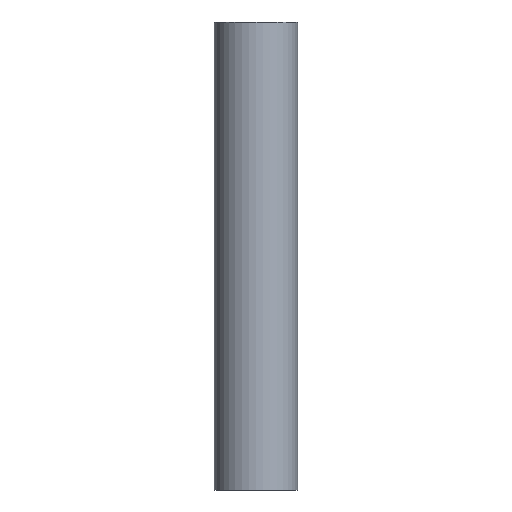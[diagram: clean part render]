
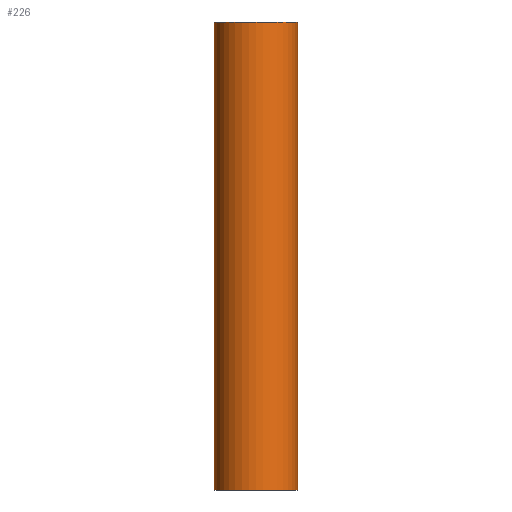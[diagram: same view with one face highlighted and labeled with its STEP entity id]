
A CAD part, front view. The second image highlights one B-rep face of the part: STEP entity #226.
In plain terms, the highlighted cylindrical face has radius 24.15 mm (diameter 48.3 mm), a partial arc.
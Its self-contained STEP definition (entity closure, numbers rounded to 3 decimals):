
#14 = EDGE_CURVE ( 'NONE', #176, #53, #71, .T. ) ;
#19 = DIRECTION ( 'NONE',  ( -1., 0., 0. ) ) ;
#24 = DIRECTION ( 'NONE',  ( 1., 0., 0. ) ) ;
#31 = AXIS2_PLACEMENT_3D ( 'NONE', #85, #132, #103 ) ;
#40 = DIRECTION ( 'NONE',  ( 0., 0., -1. ) ) ;
#53 = VERTEX_POINT ( 'NONE', #68 ) ;
#67 = VECTOR ( 'NONE', #40, 1000. ) ;
#68 = CARTESIAN_POINT ( 'NONE',  ( 24.15, 0., 0. ) ) ;
#71 = CIRCLE ( 'NONE', #31, 24.15 ) ;
#76 = CARTESIAN_POINT ( 'NONE',  ( -24.15, 0., 270. ) ) ;
#77 = ORIENTED_EDGE ( 'NONE', *, *, #142, .F. ) ;
#80 = CARTESIAN_POINT ( 'NONE',  ( -24.15, 0., 0. ) ) ;
#85 = CARTESIAN_POINT ( 'NONE',  ( 0., 0., 0. ) ) ;
#94 = FACE_OUTER_BOUND ( 'NONE', #195, .T. ) ;
#96 = AXIS2_PLACEMENT_3D ( 'NONE', #143, #231, #19 ) ;
#98 = VERTEX_POINT ( 'NONE', #224 ) ;
#103 = DIRECTION ( 'NONE',  ( 1., 0., 0. ) ) ;
#106 = CARTESIAN_POINT ( 'NONE',  ( 0., 0., 270. ) ) ;
#112 = EDGE_CURVE ( 'NONE', #98, #53, #218, .T. ) ;
#130 = DIRECTION ( 'NONE',  ( 0., 0., -1. ) ) ;
#132 = DIRECTION ( 'NONE',  ( 0., 0., 1. ) ) ;
#140 = ORIENTED_EDGE ( 'NONE', *, *, #192, .T. ) ;
#142 = EDGE_CURVE ( 'NONE', #216, #98, #211, .T. ) ;
#143 = CARTESIAN_POINT ( 'NONE',  ( 0., 0., 270. ) ) ;
#144 = ORIENTED_EDGE ( 'NONE', *, *, #112, .F. ) ;
#149 = DIRECTION ( 'NONE',  ( 0., 0., 1. ) ) ;
#152 = VECTOR ( 'NONE', #130, 1000. ) ;
#163 = CARTESIAN_POINT ( 'NONE',  ( 24.15, 0., 270. ) ) ;
#176 = VERTEX_POINT ( 'NONE', #80 ) ;
#192 = EDGE_CURVE ( 'NONE', #216, #176, #215, .T. ) ;
#195 = EDGE_LOOP ( 'NONE', ( #144, #77, #140, #232 ) ) ;
#197 = CYLINDRICAL_SURFACE ( 'NONE', #96, 24.15 ) ;
#211 = CIRCLE ( 'NONE', #247, 24.15 ) ;
#215 = LINE ( 'NONE', #237, #67 ) ;
#216 = VERTEX_POINT ( 'NONE', #76 ) ;
#218 = LINE ( 'NONE', #163, #152 ) ;
#224 = CARTESIAN_POINT ( 'NONE',  ( 24.15, 0., 270. ) ) ;
#226 = ADVANCED_FACE ( 'NONE', ( #94 ), #197, .T. ) ;
#231 = DIRECTION ( 'NONE',  ( 0., 0., -1. ) ) ;
#232 = ORIENTED_EDGE ( 'NONE', *, *, #14, .T. ) ;
#237 = CARTESIAN_POINT ( 'NONE',  ( -24.15, 0., 270. ) ) ;
#247 = AXIS2_PLACEMENT_3D ( 'NONE', #106, #149, #24 ) ;
